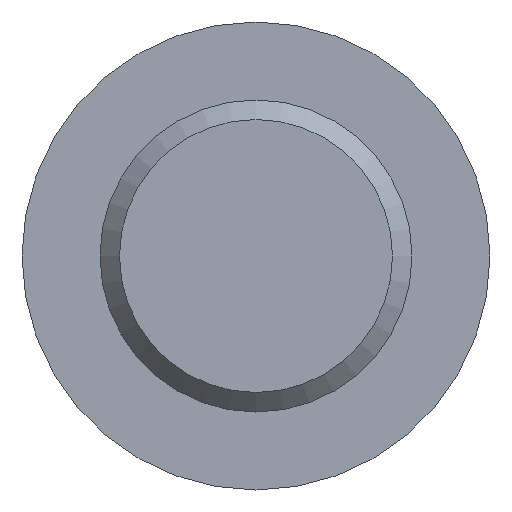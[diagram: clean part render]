
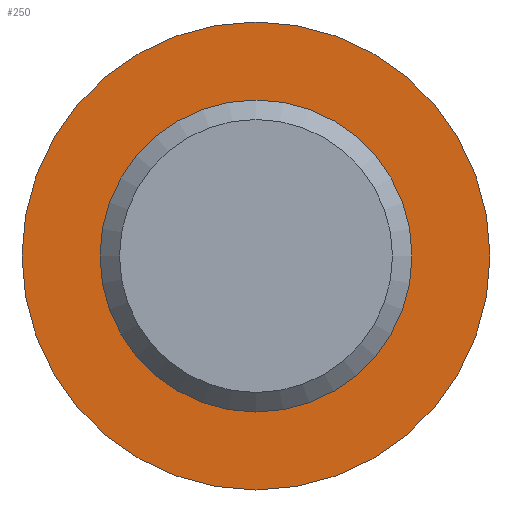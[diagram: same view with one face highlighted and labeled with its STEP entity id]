
A CAD part, front view. The second image highlights one B-rep face of the part: STEP entity #250.
In plain terms, the highlighted planar face has unit normal (0, -1, 0).
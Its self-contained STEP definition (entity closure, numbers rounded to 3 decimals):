
#17=FACE_BOUND('',#61,.T.);
#30=PLANE('',#303);
#43=FACE_OUTER_BOUND('',#60,.T.);
#60=EDGE_LOOP('',(#214,#215));
#61=EDGE_LOOP('',(#216,#217));
#100=CIRCLE('',#301,4.);
#101=CIRCLE('',#302,4.);
#102=CIRCLE('',#304,6.);
#103=CIRCLE('',#305,6.);
#126=VERTEX_POINT('',#456);
#127=VERTEX_POINT('',#457);
#128=VERTEX_POINT('',#462);
#129=VERTEX_POINT('',#463);
#157=EDGE_CURVE('',#126,#127,#100,.T.);
#158=EDGE_CURVE('',#127,#126,#101,.T.);
#160=EDGE_CURVE('',#128,#129,#102,.T.);
#161=EDGE_CURVE('',#129,#128,#103,.T.);
#214=ORIENTED_EDGE('',*,*,#160,.F.);
#215=ORIENTED_EDGE('',*,*,#161,.F.);
#216=ORIENTED_EDGE('',*,*,#157,.T.);
#217=ORIENTED_EDGE('',*,*,#158,.T.);
#250=ADVANCED_FACE('',(#43,#17),#30,.T.);
#301=AXIS2_PLACEMENT_3D('',#458,#375,#376);
#302=AXIS2_PLACEMENT_3D('',#459,#377,#378);
#303=AXIS2_PLACEMENT_3D('',#461,#380,#381);
#304=AXIS2_PLACEMENT_3D('',#464,#382,#383);
#305=AXIS2_PLACEMENT_3D('',#465,#384,#385);
#375=DIRECTION('center_axis',(0.,1.,0.));
#376=DIRECTION('ref_axis',(1.,0.,0.));
#377=DIRECTION('center_axis',(0.,1.,0.));
#378=DIRECTION('ref_axis',(1.,0.,0.));
#380=DIRECTION('center_axis',(0.,-1.,0.));
#381=DIRECTION('ref_axis',(0.,0.,-1.));
#382=DIRECTION('center_axis',(0.,1.,0.));
#383=DIRECTION('ref_axis',(1.,0.,0.));
#384=DIRECTION('center_axis',(0.,1.,0.));
#385=DIRECTION('ref_axis',(1.,0.,0.));
#456=CARTESIAN_POINT('',(0.,-390.,4.));
#457=CARTESIAN_POINT('',(0.,-390.,-4.));
#458=CARTESIAN_POINT('Origin',(0.,-390.,0.));
#459=CARTESIAN_POINT('Origin',(0.,-390.,0.));
#461=CARTESIAN_POINT('Origin',(0.,-390.,6.));
#462=CARTESIAN_POINT('',(0.,-390.,6.));
#463=CARTESIAN_POINT('',(0.,-390.,-6.));
#464=CARTESIAN_POINT('Origin',(0.,-390.,0.));
#465=CARTESIAN_POINT('Origin',(0.,-390.,0.));
